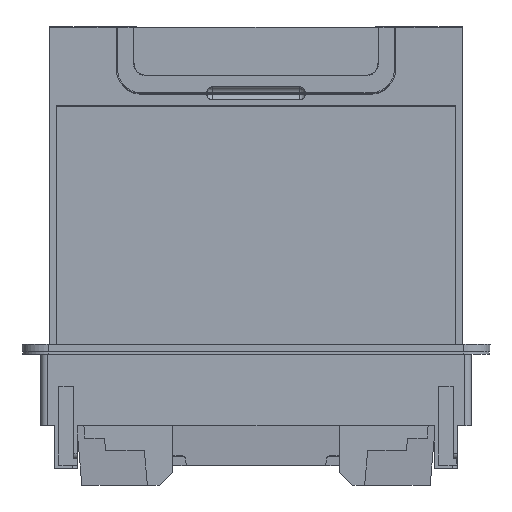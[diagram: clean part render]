
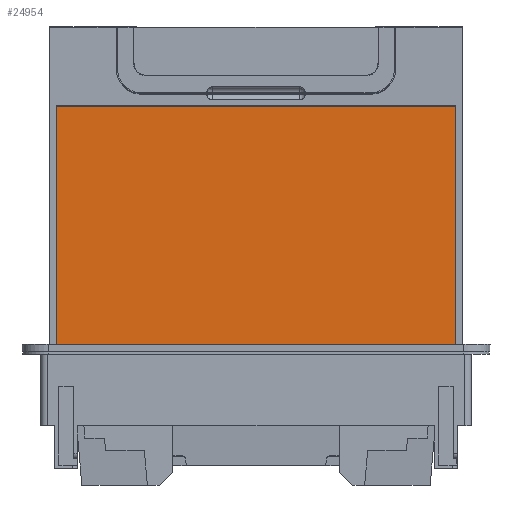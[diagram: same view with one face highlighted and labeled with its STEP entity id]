
A CAD part, front view. The second image highlights one B-rep face of the part: STEP entity #24954.
In plain terms, the highlighted face is planar.
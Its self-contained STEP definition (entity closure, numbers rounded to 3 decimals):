
#23940=CARTESIAN_POINT('Vertex',(54.933,-122.,5.1)) ;
#23943=CARTESIAN_POINT('Line Origine',(-22.77,-122.,5.1)) ;
#23947=CARTESIAN_POINT('Vertex',(-100.474,-122.,5.1)) ;
#23968=CARTESIAN_POINT('Line Origine',(-100.474,0.,5.1)) ;
#23972=CARTESIAN_POINT('Vertex',(-100.474,122.,5.1)) ;
#23992=CARTESIAN_POINT('Line Origine',(-22.77,122.,5.1)) ;
#23996=CARTESIAN_POINT('Vertex',(54.933,122.,5.1)) ;
#24931=CARTESIAN_POINT('Line Origine',(54.933,0.,5.1)) ;
#24943=CARTESIAN_POINT('Axis2P3D Location',(54.933,0.,5.1)) ;
#23944=DIRECTION('Vector Direction',(-1.,0.,0.)) ;
#23969=DIRECTION('Vector Direction',(0.,-1.,0.)) ;
#23993=DIRECTION('Vector Direction',(-1.,0.,0.)) ;
#24932=DIRECTION('Vector Direction',(0.,1.,0.)) ;
#24944=DIRECTION('Axis2P3D Direction',(0.,0.,1.)) ;
#24945=DIRECTION('Axis2P3D XDirection',(-1.,0.,0.)) ;
#24946=AXIS2_PLACEMENT_3D('Plane Axis2P3D',#24943,#24944,#24945) ;
#24949=ORIENTED_EDGE('',*,*,#24935,.F.) ;
#24950=ORIENTED_EDGE('',*,*,#23998,.T.) ;
#24951=ORIENTED_EDGE('',*,*,#23974,.T.) ;
#24952=ORIENTED_EDGE('',*,*,#23949,.F.) ;
#23945=VECTOR('Line Direction',#23944,1.) ;
#23970=VECTOR('Line Direction',#23969,1.) ;
#23994=VECTOR('Line Direction',#23993,1.) ;
#24933=VECTOR('Line Direction',#24932,1.) ;
#24954=ADVANCED_FACE('Corps de pi\X2\00E8\X0\ce.1',(#24953),#24947,.T.) ;
#23949=EDGE_CURVE('',#23941,#23948,#23946,.T.) ;
#23974=EDGE_CURVE('',#23973,#23948,#23971,.T.) ;
#23998=EDGE_CURVE('',#23997,#23973,#23995,.T.) ;
#24935=EDGE_CURVE('',#23997,#23941,#24934,.F.) ;
#24948=EDGE_LOOP('',(#24949,#24950,#24951,#24952)) ;
#24953=FACE_OUTER_BOUND('',#24948,.T.) ;
#23946=LINE('Line',#23943,#23945) ;
#23971=LINE('Line',#23968,#23970) ;
#23995=LINE('Line',#23992,#23994) ;
#24934=LINE('Line',#24931,#24933) ;
#24947=PLANE('',#24946) ;
#23941=VERTEX_POINT('',#23940) ;
#23948=VERTEX_POINT('',#23947) ;
#23973=VERTEX_POINT('',#23972) ;
#23997=VERTEX_POINT('',#23996) ;
